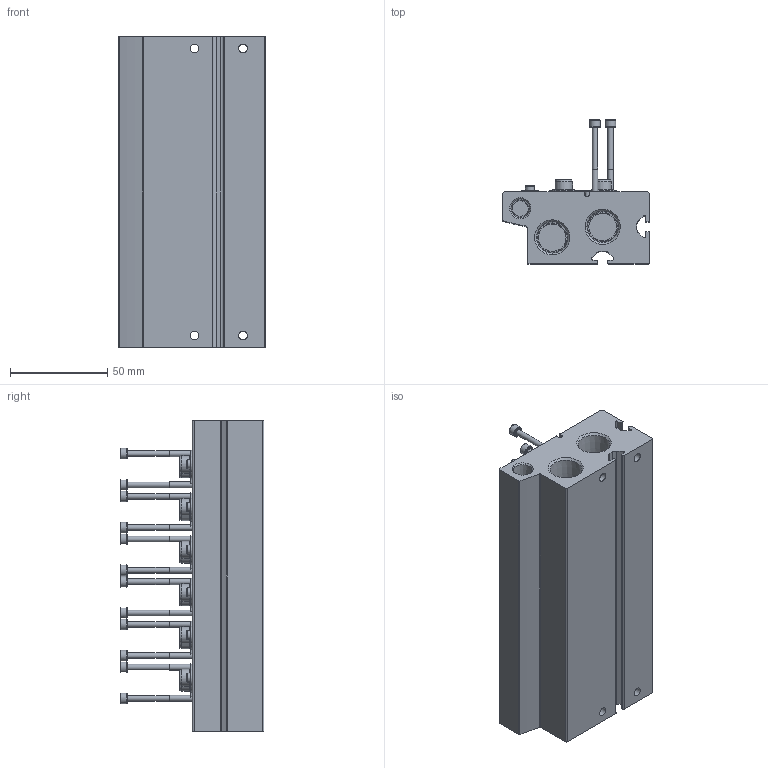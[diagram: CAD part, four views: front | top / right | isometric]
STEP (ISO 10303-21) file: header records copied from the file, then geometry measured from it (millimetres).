
FILE_DESCRIPTION(/* description */ ('STEP AP214'),/* implementation_level */ '2;1');
FILE_NAME(/* name */ '576457_VABM-B10-20E-N38-6-P3',/* time_stamp */ '2024-09-15T20:48:25+02:00',/* author */ ('License CC BY-ND 4.0'),/* organization */ ('CADENAS'),/* preprocessor_version */ 'ST-DEVELOPER v19.3',/* originating_system */ 'PARTsolutions',/* authorisation */ ' ');
FILE_SCHEMA (('AUTOMOTIVE_DESIGN {1 0 10303 214 3 1 1}'));
Length unit declared in the file: millimetre
Products named in the file (7): 576457 VABM-B10-20E-N38-6-P3; 576457 VABM-B10-20E-N38-6-P3---(M); 1715486 VUVS-G18-2---(S); 2833702 F-M3x40-10.9; 1743809 VUVS-M5---(S); 174169 B-3/8-NPT---(Plug); 173985 B-1/8-NPT---(Plug)
Assembly tree (28 placements, depth 2):
  576457 VABM-B10-20E-N38-6-P3
    576457 VABM-B10-20E-N38-6-P3---(M)
    1715486 VUVS-G18-2---(S)  x6
    2833702 F-M3x40-10.9  x12
    1743809 VUVS-M5---(S)  x6
    174169 B-3/8-NPT---(Plug)  x2
    173985 B-1/8-NPT---(Plug)
Bounding box: 75.5 x 74.1 x 160 mm (x, y, z)
Volume: 329968.8 mm3; surface area: 90739.4 mm2
Topology: 28 solids, 28 shells, 1075 faces, 2547 edges, 1615 vertices
Faces by surface type: plane 529, cylinder 289, cone 209, torus 48
Full cylindrical faces by diameter (mm): 2.459 x12, 2.9 x6, 2.92 x12, 3 x12, 3.242 x1, 3.5 x1, 4.134 x3, 4.2 x6, 4.366 x1, 4.5 x4, 4.6 x6, 5.5 x12, 6 x24, 6.1 x6, 7.938 x2, 8.2 x1, 8.9 x12, 9 x6, 10.8 x12, 14.3 x2
Entity records: 10202 total; most frequent: CARTESIAN_POINT 1925, DIRECTION 1730, ORIENTED_EDGE 1398, EDGE_CURVE 699, AXIS2_PLACEMENT_3D 683, FACE_BOUND 593, EDGE_LOOP 574, VERTEX_POINT 538
